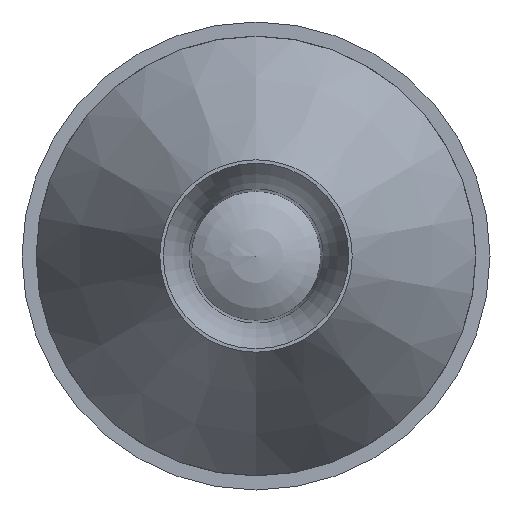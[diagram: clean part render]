
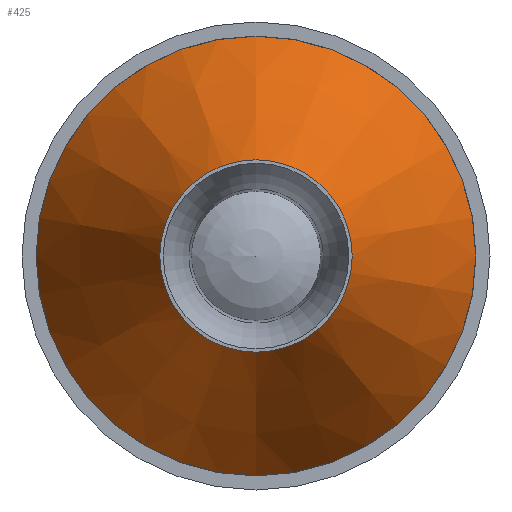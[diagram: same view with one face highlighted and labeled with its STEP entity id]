
A CAD part, front view. The second image highlights one B-rep face of the part: STEP entity #425.
In plain terms, the highlighted conical face has half-angle 28.519 degrees and reference radius 13.191 mm.
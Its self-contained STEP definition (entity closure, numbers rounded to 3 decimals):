
#425=ADVANCED_FACE('',(#1352,#1353),#1354,.T.);
#1352=FACE_OUTER_BOUND('',#2774,.T.);
#1353=FACE_BOUND('',#2775,.T.);
#1354=CONICAL_SURFACE('',#2776,13.191,0.498);
#2774=EDGE_LOOP('',(#16487));
#2775=EDGE_LOOP('',(#16488));
#2776=AXIS2_PLACEMENT_3D('',#16489,#16490,#16491);
#16487=ORIENTED_EDGE('',*,*,#23352,.F.);
#16488=ORIENTED_EDGE('',*,*,#24697,.F.);
#16489=CARTESIAN_POINT('',(0.0,-0.879,0.));
#16490=DIRECTION('',(0.0,1.0,0.));
#16491=DIRECTION('',(0.0,0.,1.0));
#23352=EDGE_CURVE('',#24885,#24885,#24886,.F.);
#24697=EDGE_CURVE('',#27184,#27184,#27185,.T.);
#24885=VERTEX_POINT('',#27463);
#24886=CIRCLE('',#27464,31.208);
#27184=VERTEX_POINT('',#32178);
#27185=CIRCLE('',#32179,13.669);
#27463=CARTESIAN_POINT('',(0.,32.278,-31.208));
#27464=AXIS2_PLACEMENT_3D('',#32511,#32512,#32513);
#32178=CARTESIAN_POINT('',(0.0,0.,-13.669));
#32179=AXIS2_PLACEMENT_3D('',#32605,#32606,#32607);
#32511=CARTESIAN_POINT('',(0.0,32.278,0.0));
#32512=DIRECTION('',(0.0,-1.0,0.0));
#32513=DIRECTION('',(0.0,0.0,-1.0));
#32605=CARTESIAN_POINT('',(0.0,0.,0.));
#32606=DIRECTION('',(0.0,-1.0,0.0));
#32607=DIRECTION('',(0.0,0.0,-1.0));
